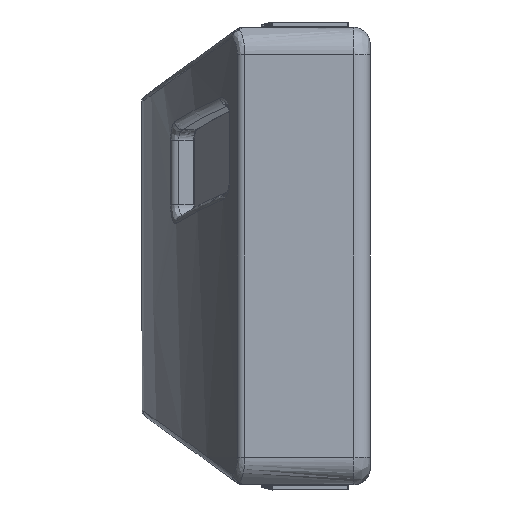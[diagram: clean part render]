
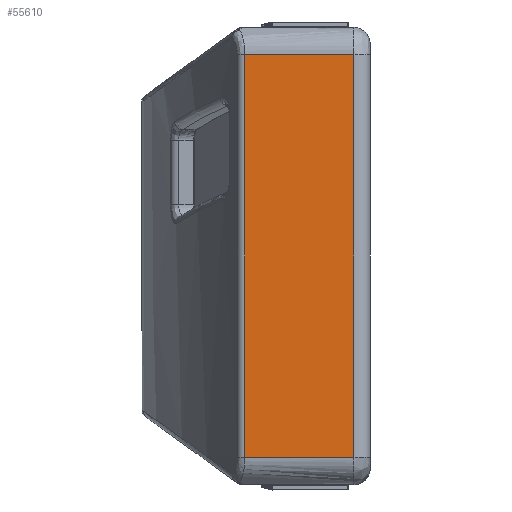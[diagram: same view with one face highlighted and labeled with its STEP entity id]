
A CAD part, left-side view. The second image highlights one B-rep face of the part: STEP entity #55610.
In plain terms, the highlighted free-form (B-spline) face has degree [1, 1] with [2, 2] control points.
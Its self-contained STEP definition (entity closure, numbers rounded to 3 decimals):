
#41051 = VERTEX_POINT('',#41052);
#41052 = CARTESIAN_POINT('',(-3.717,2.23,
    -27.505));
#41097 = EDGE_CURVE('',#41051,#41098,#41100,.T.);
#41098 = VERTEX_POINT('',#41099);
#41099 = CARTESIAN_POINT('',(-3.717,17.129,
    -27.505));
#41100 = B_SPLINE_CURVE_WITH_KNOTS('',1,(#41101,#41102),.UNSPECIFIED.,
  .F.,.F.,(2,2),(0.,10.021),.PIECEWISE_BEZIER_KNOTS.);
#41101 = CARTESIAN_POINT('',(-3.717,2.23,
    -27.505));
#41102 = CARTESIAN_POINT('',(-3.717,17.129,
    -27.505));
#55592 = VERTEX_POINT('',#55593);
#55593 = CARTESIAN_POINT('',(-3.717,2.23,
    27.505));
#55599 = EDGE_CURVE('',#41051,#55592,#55600,.T.);
#55600 = B_SPLINE_CURVE_WITH_KNOTS('',1,(#55601,#55602),.UNSPECIFIED.,
  .F.,.F.,(2,2),(0.,37.),.PIECEWISE_BEZIER_KNOTS.);
#55601 = CARTESIAN_POINT('',(-3.717,2.23,
    -27.505));
#55602 = CARTESIAN_POINT('',(-3.717,2.23,
    27.505));
#55610 = ADVANCED_FACE('',(#55611),#55627,.T.);
#55611 = FACE_BOUND('',#55612,.F.);
#55612 = EDGE_LOOP('',(#55613,#55620,#55625,#55626));
#55613 = ORIENTED_EDGE('',*,*,#55614,.T.);
#55614 = EDGE_CURVE('',#41098,#55615,#55617,.T.);
#55615 = VERTEX_POINT('',#55616);
#55616 = CARTESIAN_POINT('',(-3.717,17.129,
    27.505));
#55617 = B_SPLINE_CURVE_WITH_KNOTS('',1,(#55618,#55619),.UNSPECIFIED.,
  .F.,.F.,(2,2),(0.,37.),.PIECEWISE_BEZIER_KNOTS.);
#55618 = CARTESIAN_POINT('',(-3.717,17.129,
    -27.505));
#55619 = CARTESIAN_POINT('',(-3.717,17.129,
    27.505));
#55620 = ORIENTED_EDGE('',*,*,#55621,.T.);
#55621 = EDGE_CURVE('',#55615,#55592,#55622,.T.);
#55622 = B_SPLINE_CURVE_WITH_KNOTS('',1,(#55623,#55624),.UNSPECIFIED.,
  .F.,.F.,(2,2),(0.,10.021),.PIECEWISE_BEZIER_KNOTS.);
#55623 = CARTESIAN_POINT('',(-3.717,17.129,
    27.505));
#55624 = CARTESIAN_POINT('',(-3.717,2.23,
    27.505));
#55625 = ORIENTED_EDGE('',*,*,#55599,.F.);
#55626 = ORIENTED_EDGE('',*,*,#41097,.T.);
#55627 = B_SPLINE_SURFACE_WITH_KNOTS('',1,1,(
    (#55628,#55629)
    ,(#55630,#55631
    )),.UNSPECIFIED.,.F.,.F.,.F.,(2,2),(2,2),(0.479,10.5),(
    2.5,39.5),.PIECEWISE_BEZIER_KNOTS.);
#55628 = CARTESIAN_POINT('',(-3.717,17.129,
    -27.505));
#55629 = CARTESIAN_POINT('',(-3.717,17.129,
    27.505));
#55630 = CARTESIAN_POINT('',(-3.717,2.23,
    -27.505));
#55631 = CARTESIAN_POINT('',(-3.717,2.23,
    27.505));
